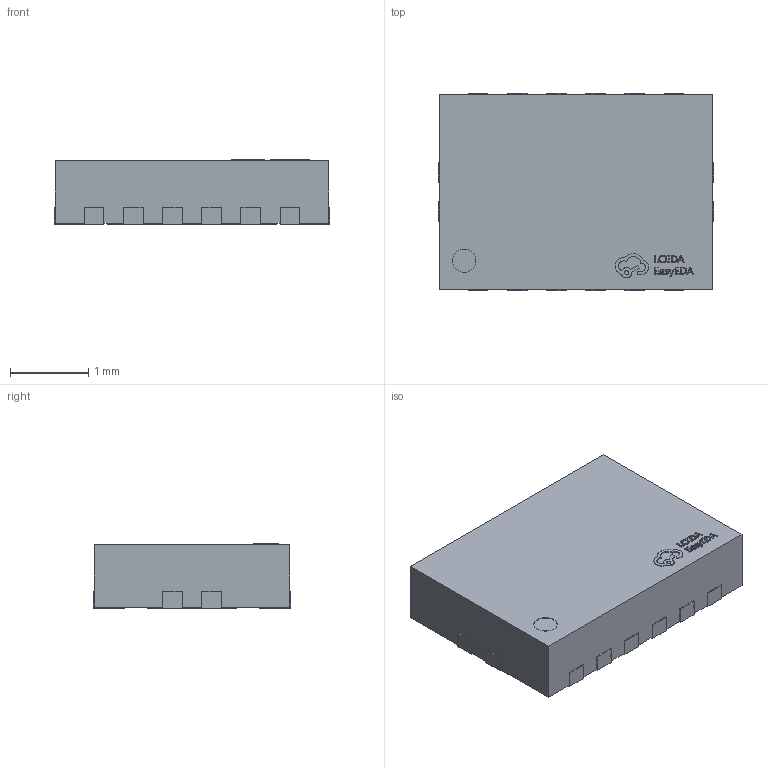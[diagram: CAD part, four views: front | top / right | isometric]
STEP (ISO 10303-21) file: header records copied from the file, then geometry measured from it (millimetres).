
FILE_DESCRIPTION (( 'STEP AP214' ), '1' );
FILE_NAME ('DQFN-16_L3.5-W2.5-P0.50-BL-EP.STEP', '2023-05-10T10:52:49', ( '' ), ( '' ), 'SwSTEP 2.0', 'SolidWorks 2020', '' );
FILE_SCHEMA (( 'AUTOMOTIVE_DESIGN' ));
Length unit declared in the file: millimetre
Products named in the file (1): DQFN-16_L3.5-W2.5-P0.50-BL-EP
Bounding box: 3.52 x 2.52 x 0.82 mm (x, y, z)
Volume: 7 mm3; surface area: 27.6 mm2
Topology: 1 solids, 1 shells, 335 faces, 936 edges, 624 vertices
Faces by surface type: plane 235, bspline 98, cylinder 2
Entity records: 14865 total; most frequent: CARTESIAN_POINT 3202, ORIENTED_EDGE 1872, DIRECTION 1216, EDGE_CURVE 936, LINE 732, VECTOR 732, VERTEX_POINT 624, EDGE_LOOP 356
